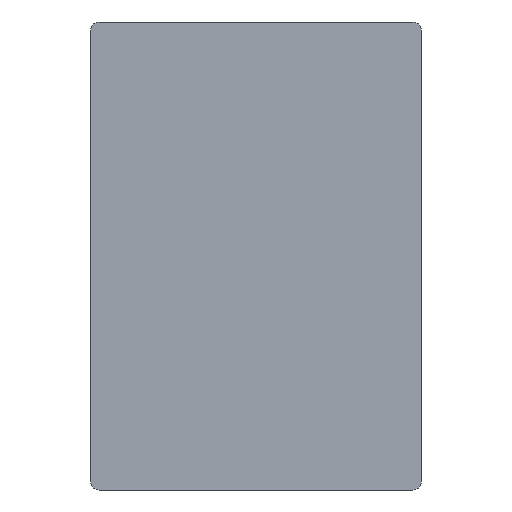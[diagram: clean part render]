
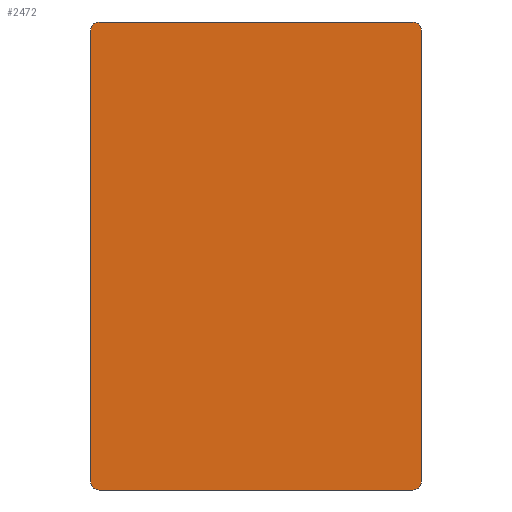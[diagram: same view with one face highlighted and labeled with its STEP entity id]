
A CAD part, front view. The second image highlights one B-rep face of the part: STEP entity #2472.
In plain terms, the highlighted planar face has unit normal (0, -1, 0).
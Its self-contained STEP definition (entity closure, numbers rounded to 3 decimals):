
#12 = DIRECTION ( 'NONE',  ( 0., -1., 0. ) ) ;
#41 = ORIENTED_EDGE ( 'NONE', *, *, #644, .T. ) ;
#156 = CARTESIAN_POINT ( 'NONE',  ( -29.505, -2.5, 41.79 ) ) ;
#165 = DIRECTION ( 'NONE',  ( -1., 0., 0. ) ) ;
#180 = DIRECTION ( 'NONE',  ( 0., -1., 0. ) ) ;
#196 = CARTESIAN_POINT ( 'NONE',  ( 29.505, -2.5, 40.29 ) ) ;
#197 = DIRECTION ( 'NONE',  ( 0., 0., 1. ) ) ;
#263 = CIRCLE ( 'NONE', #2832, 1.5 ) ;
#296 = ORIENTED_EDGE ( 'NONE', *, *, #3319, .F. ) ;
#303 = VERTEX_POINT ( 'NONE', #1673 ) ;
#314 = EDGE_CURVE ( 'NONE', #338, #940, #263, .T. ) ;
#334 = EDGE_CURVE ( 'NONE', #1198, #1217, #1211, .T. ) ;
#338 = VERTEX_POINT ( 'NONE', #1469 ) ;
#419 = LINE ( 'NONE', #1439, #1066 ) ;
#452 = CARTESIAN_POINT ( 'NONE',  ( 0., -2.5, 0. ) ) ;
#453 = ORIENTED_EDGE ( 'NONE', *, *, #1962, .F. ) ;
#573 = DIRECTION ( 'NONE',  ( 0., 0., 1. ) ) ;
#628 = ORIENTED_EDGE ( 'NONE', *, *, #1401, .T. ) ;
#644 = EDGE_CURVE ( 'NONE', #1198, #2486, #1413, .T. ) ;
#650 = DIRECTION ( 'NONE',  ( 0., 1., 0. ) ) ;
#665 = PLANE ( 'NONE',  #2367 ) ;
#886 = DIRECTION ( 'NONE',  ( 1., 0., 0. ) ) ;
#897 = CARTESIAN_POINT ( 'NONE',  ( -29.505, -2.5, -41.79 ) ) ;
#913 = ORIENTED_EDGE ( 'NONE', *, *, #2177, .F. ) ;
#940 = VERTEX_POINT ( 'NONE', #2937 ) ;
#1066 = VECTOR ( 'NONE', #165, 1000. ) ;
#1106 = DIRECTION ( 'NONE',  ( 0., 0., 1. ) ) ;
#1116 = CIRCLE ( 'NONE', #2920, 1.5 ) ;
#1135 = LINE ( 'NONE', #897, #1453 ) ;
#1188 = DIRECTION ( 'NONE',  ( 0., 0., 1. ) ) ;
#1198 = VERTEX_POINT ( 'NONE', #196 ) ;
#1210 = VERTEX_POINT ( 'NONE', #2825 ) ;
#1211 = LINE ( 'NONE', #2978, #3247 ) ;
#1217 = VERTEX_POINT ( 'NONE', #2841 ) ;
#1368 = CARTESIAN_POINT ( 'NONE',  ( -28.005, -2.5, -40.29 ) ) ;
#1373 = CARTESIAN_POINT ( 'NONE',  ( 28.005, -2.5, 40.29 ) ) ;
#1401 = EDGE_CURVE ( 'NONE', #2530, #303, #1116, .T. ) ;
#1413 = CIRCLE ( 'NONE', #3304, 1.5 ) ;
#1439 = CARTESIAN_POINT ( 'NONE',  ( -29.505, -2.5, -41.79 ) ) ;
#1453 = VECTOR ( 'NONE', #1188, 1000. ) ;
#1469 = CARTESIAN_POINT ( 'NONE',  ( -28.005, -2.5, 41.79 ) ) ;
#1673 = CARTESIAN_POINT ( 'NONE',  ( -28.005, -2.5, -41.79 ) ) ;
#1727 = VECTOR ( 'NONE', #886, 1000. ) ;
#1739 = DIRECTION ( 'NONE',  ( 0., 0., -1. ) ) ;
#1800 = ORIENTED_EDGE ( 'NONE', *, *, #334, .F. ) ;
#1886 = DIRECTION ( 'NONE',  ( 0., -1., 0. ) ) ;
#1962 = EDGE_CURVE ( 'NONE', #338, #2486, #2723, .T. ) ;
#2085 = CIRCLE ( 'NONE', #3223, 1.5 ) ;
#2128 = EDGE_CURVE ( 'NONE', #1210, #1217, #2085, .T. ) ;
#2177 = EDGE_CURVE ( 'NONE', #1210, #303, #419, .T. ) ;
#2194 = CARTESIAN_POINT ( 'NONE',  ( 28.005, -2.5, -40.29 ) ) ;
#2211 = CARTESIAN_POINT ( 'NONE',  ( 28.005, -2.5, 41.79 ) ) ;
#2268 = CARTESIAN_POINT ( 'NONE',  ( -29.505, -2.5, -40.29 ) ) ;
#2346 = EDGE_LOOP ( 'NONE', ( #453, #2512, #296, #628, #913, #3147, #1800, #41 ) ) ;
#2367 = AXIS2_PLACEMENT_3D ( 'NONE', #452, #650, #2728 ) ;
#2372 = FACE_OUTER_BOUND ( 'NONE', #2346, .T. ) ;
#2472 = ADVANCED_FACE ( 'NONE', ( #2372 ), #665, .F. ) ;
#2486 = VERTEX_POINT ( 'NONE', #2211 ) ;
#2512 = ORIENTED_EDGE ( 'NONE', *, *, #314, .T. ) ;
#2530 = VERTEX_POINT ( 'NONE', #2268 ) ;
#2648 = DIRECTION ( 'NONE',  ( 0., -1., 0. ) ) ;
#2723 = LINE ( 'NONE', #156, #1727 ) ;
#2728 = DIRECTION ( 'NONE',  ( 0., 0., 1. ) ) ;
#2825 = CARTESIAN_POINT ( 'NONE',  ( 28.005, -2.5, -41.79 ) ) ;
#2832 = AXIS2_PLACEMENT_3D ( 'NONE', #2914, #1886, #1106 ) ;
#2841 = CARTESIAN_POINT ( 'NONE',  ( 29.505, -2.5, -40.29 ) ) ;
#2874 = DIRECTION ( 'NONE',  ( 0., 0., 1. ) ) ;
#2914 = CARTESIAN_POINT ( 'NONE',  ( -28.005, -2.5, 40.29 ) ) ;
#2920 = AXIS2_PLACEMENT_3D ( 'NONE', #1368, #12, #2874 ) ;
#2937 = CARTESIAN_POINT ( 'NONE',  ( -29.505, -2.5, 40.29 ) ) ;
#2978 = CARTESIAN_POINT ( 'NONE',  ( 29.505, -2.5, -41.79 ) ) ;
#3147 = ORIENTED_EDGE ( 'NONE', *, *, #2128, .T. ) ;
#3223 = AXIS2_PLACEMENT_3D ( 'NONE', #2194, #180, #197 ) ;
#3247 = VECTOR ( 'NONE', #1739, 1000. ) ;
#3304 = AXIS2_PLACEMENT_3D ( 'NONE', #1373, #2648, #573 ) ;
#3319 = EDGE_CURVE ( 'NONE', #2530, #940, #1135, .T. ) ;
